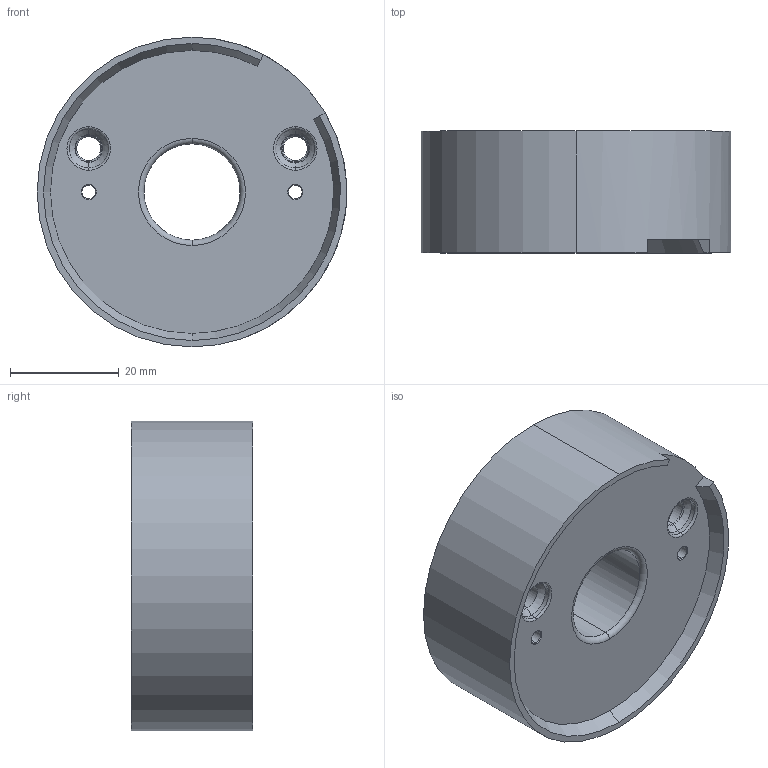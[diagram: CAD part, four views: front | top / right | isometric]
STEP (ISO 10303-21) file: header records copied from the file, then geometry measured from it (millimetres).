
FILE_DESCRIPTION (( 'STEP AP214' ), '1' );
FILE_NAME ('Blende_zur_Türe^Nuki-Adapter+Blende.STEP', '2026-01-31T16:38:56', ( '' ), ( '' ), 'SwSTEP 2.0', 'SolidWorks 2024', '' );
FILE_SCHEMA (( 'AUTOMOTIVE_DESIGN' ));
Length unit declared in the file: millimetre
Products named in the file (1): Blende_zur_Türe^Nuki-Adapter+Blende
Bounding box: 57 x 22.4 x 57 mm (x, y, z)
Volume: 43316.6 mm3; surface area: 11158.9 mm2
Topology: 1 solids, 1 shells, 57 faces, 135 edges, 82 vertices
Faces by surface type: cylinder 24, cone 15, plane 10, torus 8
Entity records: 1702 total; most frequent: DIRECTION 333, CARTESIAN_POINT 275, ORIENTED_EDGE 270, AXIS2_PLACEMENT_3D 140, EDGE_CURVE 135, VERTEX_POINT 82, CIRCLE 82, EDGE_LOOP 69
